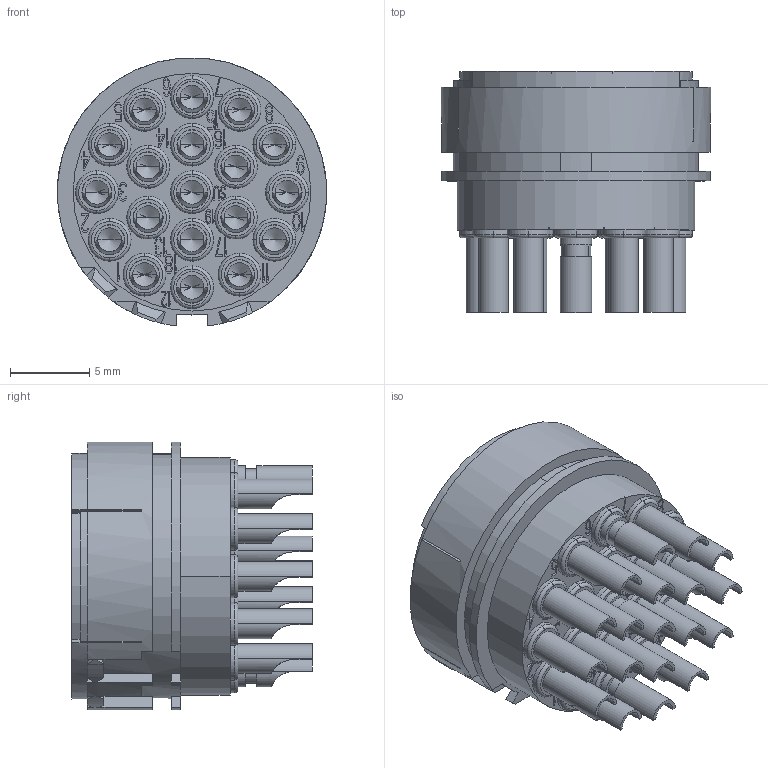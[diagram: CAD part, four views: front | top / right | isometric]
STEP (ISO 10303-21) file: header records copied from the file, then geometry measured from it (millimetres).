
FILE_DESCRIPTION((''),'2;1');
FILE_NAME('HR23-019-FST','2017-07-24T',('tc.chen'),(''),'PRO/ENGINEER BY PARAMETRIC TECHNOLOGY CORPORATION, 2012480','PRO/ENGINEER BY PARAMETRIC TECHNOLOGY CORPORATION, 2012480','');
FILE_SCHEMA(('AUTOMOTIVE_DESIGN { 1 0 10303 214 1 1 1 1 }'));
Length unit declared in the file: millimetre
Products named in the file (1): HR23-019-FST
Bounding box: 17 x 15.2 x 16.91 mm (x, y, z)
Volume: 1898.7 mm3; surface area: 4908.4 mm2
Topology: 1 solids, 1 shells, 3841 faces, 10821 edges, 7069 vertices
Faces by surface type: plane 2574, bspline 554, cylinder 435, cone 190, torus 84, extrusion 4
Entity records: 142659 total; most frequent: CARTESIAN_POINT 47631, ORIENTED_EDGE 21490, DIRECTION 17173, EDGE_CURVE 10745, VECTOR 7439, LINE 7435, VERTEX_POINT 7069, AXIS2_PLACEMENT_3D 4867
